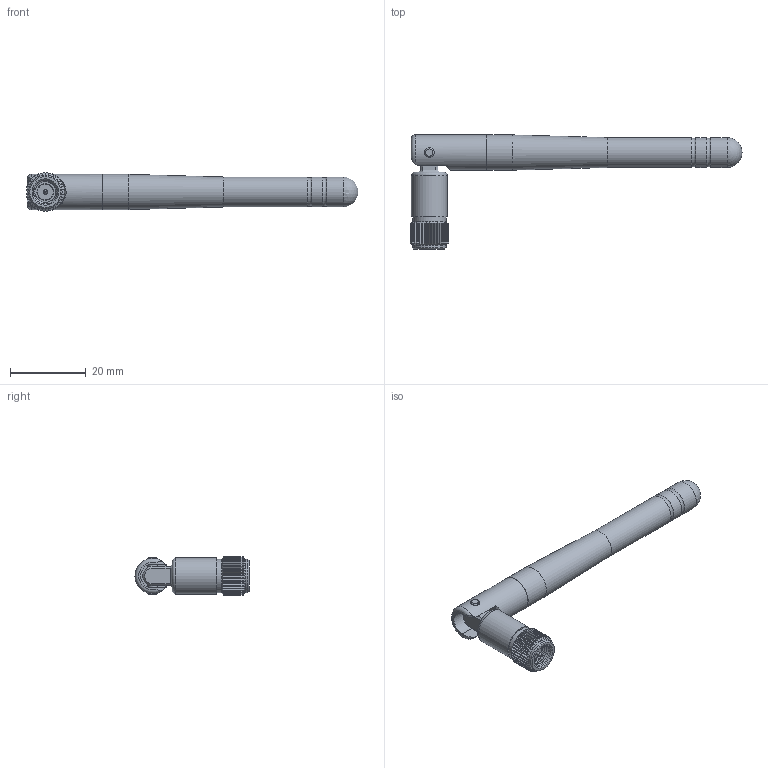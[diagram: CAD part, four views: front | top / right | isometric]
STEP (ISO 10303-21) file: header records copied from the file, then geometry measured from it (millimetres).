
FILE_DESCRIPTION (( 'STEP AP203' ), '1' );
FILE_NAME ('PE51083.step', '2019-10-17T15:55:12', ( '' ), ( '' ), 'SwSTEP 2.0', 'SolidWorks 2018', '' );
FILE_SCHEMA (( 'CONFIG_CONTROL_DESIGN' ));
Length unit declared in the file: inch
Products named in the file (1): PE51083
Bounding box: 87.74 x 30.15 x 10.23 mm (x, y, z)
Volume: 6002.9 mm3; surface area: 3647.9 mm2
Topology: 1 solids, 1 shells, 200 faces, 555 edges, 363 vertices
Faces by surface type: plane 112, cylinder 67, cone 11, torus 5, bspline 4, sphere 1
Full cylindrical faces by diameter (mm): 0.94 x1, 1.194 x1, 2.5 x4, 4.445 x1, 6.35 x6, 7.914 x3, 8.738 x1, 8.833 x2, 9.3 x2, 9.515 x1
Entity records: 8249 total; most frequent: CARTESIAN_POINT 3610, ORIENTED_EDGE 1028, DIRECTION 817, EDGE_CURVE 514, VERTEX_POINT 358, AXIS2_PLACEMENT_3D 321, EDGE_LOOP 232, FACE_OUTER_BOUND 216
